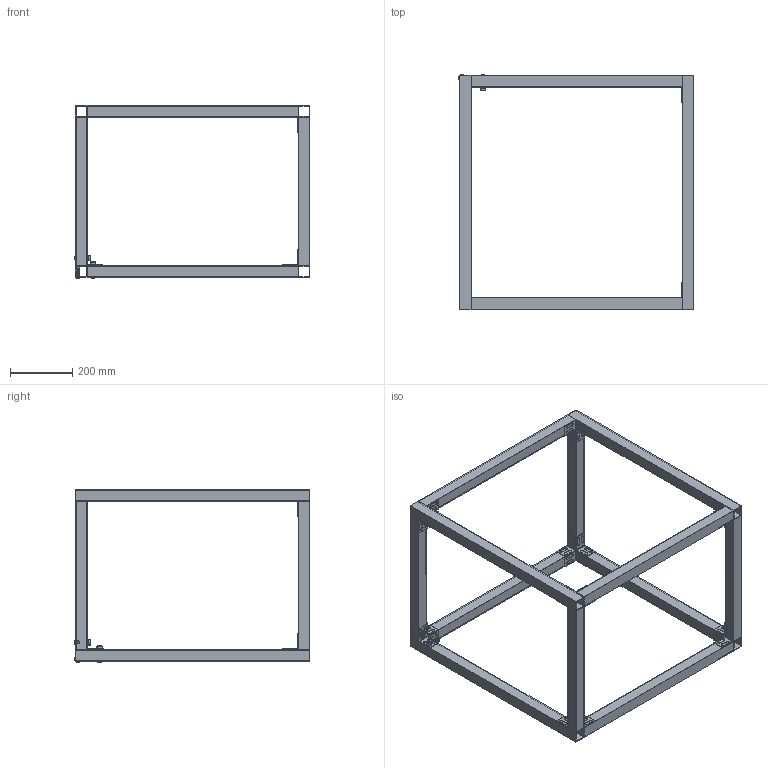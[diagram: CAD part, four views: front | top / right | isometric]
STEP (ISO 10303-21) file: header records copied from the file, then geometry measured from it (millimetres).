
FILE_DESCRIPTION(('FreeCAD Model'),'2;1');
FILE_NAME('Open CASCADE Shape Model','2025-05-07T16:16:58',('FreeCAD'),( 'FreeCAD'),'Open CASCADE STEP processor 7.6','FreeCAD','Unknown');
FILE_SCHEMA(('AUTOMOTIVE_DESIGN { 1 0 10303 214 1 1 1 1 }'));
Products named in the file (1): Open CASCADE STEP translator 7.6 1
Bounding box: 759.84 x 759.84 x 558.22 mm (x, y, z)
Volume: 2899722 mm3; surface area: 2337255.4 mm2
Topology: 40 solids, 40 shells, 1020 faces, 2775 edges, 1845 vertices
Faces by surface type: bspline 1020
Entity records: 111836 total; most frequent: CARTESIAN_POINT 95691, ORIENTED_EDGE 5540, EDGE_CURVE 2770, VERTEX_POINT 1845, B_SPLINE_CURVE_WITH_KNOTS 1841, FACE_BOUND 1243, EDGE_LOOP 1243, ADVANCED_FACE 1020
